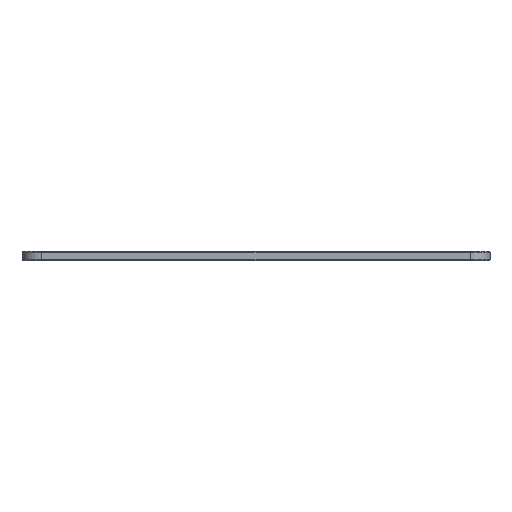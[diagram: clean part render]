
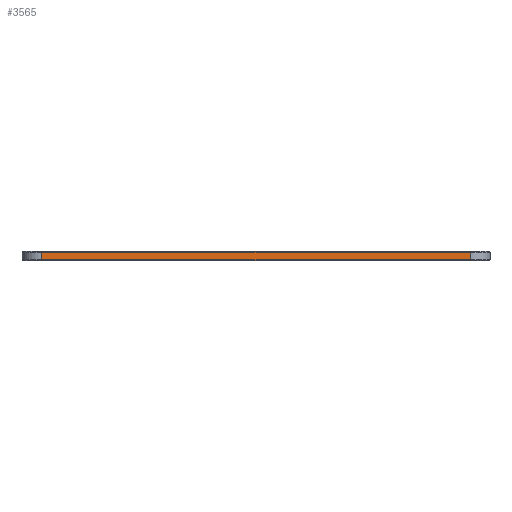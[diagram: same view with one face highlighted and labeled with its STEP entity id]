
A CAD part, front view. The second image highlights one B-rep face of the part: STEP entity #3565.
In plain terms, the highlighted planar face has unit normal (0, -1, 0).
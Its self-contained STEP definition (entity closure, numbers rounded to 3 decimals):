
#158 = PLANE('',#159);
#159 = AXIS2_PLACEMENT_3D('',#160,#161,#162);
#160 = CARTESIAN_POINT('',(0.,-6.1,0.15));
#161 = DIRECTION('',(0.,-0.707,-0.707));
#162 = DIRECTION('',(-1.,-0.,-0.));
#1375 = VERTEX_POINT('',#1376);
#1376 = CARTESIAN_POINT('',(137.5,-6.25,0.3));
#1412 = CYLINDRICAL_SURFACE('',#1413,6.25);
#1413 = AXIS2_PLACEMENT_3D('',#1414,#1415,#1416);
#1414 = CARTESIAN_POINT('',(137.5,0.,0.));
#1415 = DIRECTION('',(-0.,-0.,-1.));
#1416 = DIRECTION('',(1.,0.,0.));
#1484 = VERTEX_POINT('',#1485);
#1485 = CARTESIAN_POINT('',(0.,-6.25,0.3));
#1506 = EDGE_CURVE('',#1484,#1375,#1507,.T.);
#1507 = SURFACE_CURVE('',#1508,(#1512,#1519),.PCURVE_S1.);
#1508 = LINE('',#1509,#1510);
#1509 = CARTESIAN_POINT('',(0.,-6.25,0.3));
#1510 = VECTOR('',#1511,1.);
#1511 = DIRECTION('',(1.,0.,0.));
#1512 = PCURVE('',#158,#1513);
#1513 = DEFINITIONAL_REPRESENTATION('',(#1514),#1518);
#1514 = LINE('',#1515,#1516);
#1515 = CARTESIAN_POINT('',(-0.,-0.212));
#1516 = VECTOR('',#1517,1.);
#1517 = DIRECTION('',(-1.,0.));
#1518 = ( GEOMETRIC_REPRESENTATION_CONTEXT(2) 
PARAMETRIC_REPRESENTATION_CONTEXT() REPRESENTATION_CONTEXT('2D SPACE',''
  ) );
#1519 = PCURVE('',#1520,#1525);
#1520 = PLANE('',#1521);
#1521 = AXIS2_PLACEMENT_3D('',#1522,#1523,#1524);
#1522 = CARTESIAN_POINT('',(0.,-6.25,0.));
#1523 = DIRECTION('',(0.,1.,0.));
#1524 = DIRECTION('',(1.,0.,0.));
#1525 = DEFINITIONAL_REPRESENTATION('',(#1526),#1530);
#1526 = LINE('',#1527,#1528);
#1527 = CARTESIAN_POINT('',(0.,-0.3));
#1528 = VECTOR('',#1529,1.);
#1529 = DIRECTION('',(1.,0.));
#1530 = ( GEOMETRIC_REPRESENTATION_CONTEXT(2) 
PARAMETRIC_REPRESENTATION_CONTEXT() REPRESENTATION_CONTEXT('2D SPACE',''
  ) );
#1553 = CYLINDRICAL_SURFACE('',#1554,6.25);
#1554 = AXIS2_PLACEMENT_3D('',#1555,#1556,#1557);
#1555 = CARTESIAN_POINT('',(0.,0.,0.));
#1556 = DIRECTION('',(-0.,-0.,-1.));
#1557 = DIRECTION('',(1.,0.,0.));
#3460 = EDGE_CURVE('',#1375,#3461,#3463,.T.);
#3461 = VERTEX_POINT('',#3462);
#3462 = CARTESIAN_POINT('',(137.5,-6.25,2.825));
#3463 = SURFACE_CURVE('',#3464,(#3468,#3475),.PCURVE_S1.);
#3464 = LINE('',#3465,#3466);
#3465 = CARTESIAN_POINT('',(137.5,-6.25,0.));
#3466 = VECTOR('',#3467,1.);
#3467 = DIRECTION('',(0.,0.,1.));
#3468 = PCURVE('',#1412,#3469);
#3469 = DEFINITIONAL_REPRESENTATION('',(#3470),#3474);
#3470 = LINE('',#3471,#3472);
#3471 = CARTESIAN_POINT('',(-4.712,0.));
#3472 = VECTOR('',#3473,1.);
#3473 = DIRECTION('',(-0.,-1.));
#3474 = ( GEOMETRIC_REPRESENTATION_CONTEXT(2) 
PARAMETRIC_REPRESENTATION_CONTEXT() REPRESENTATION_CONTEXT('2D SPACE',''
  ) );
#3475 = PCURVE('',#1520,#3476);
#3476 = DEFINITIONAL_REPRESENTATION('',(#3477),#3481);
#3477 = LINE('',#3478,#3479);
#3478 = CARTESIAN_POINT('',(137.5,0.));
#3479 = VECTOR('',#3480,1.);
#3480 = DIRECTION('',(0.,-1.));
#3481 = ( GEOMETRIC_REPRESENTATION_CONTEXT(2) 
PARAMETRIC_REPRESENTATION_CONTEXT() REPRESENTATION_CONTEXT('2D SPACE',''
  ) );
#3565 = ADVANCED_FACE('',(#3566),#1520,.F.);
#3566 = FACE_BOUND('',#3567,.F.);
#3567 = EDGE_LOOP('',(#3568,#3591,#3617,#3618));
#3568 = ORIENTED_EDGE('',*,*,#3569,.T.);
#3569 = EDGE_CURVE('',#1484,#3570,#3572,.T.);
#3570 = VERTEX_POINT('',#3571);
#3571 = CARTESIAN_POINT('',(0.,-6.25,2.825));
#3572 = SURFACE_CURVE('',#3573,(#3577,#3584),.PCURVE_S1.);
#3573 = LINE('',#3574,#3575);
#3574 = CARTESIAN_POINT('',(0.,-6.25,0.));
#3575 = VECTOR('',#3576,1.);
#3576 = DIRECTION('',(0.,0.,1.));
#3577 = PCURVE('',#1520,#3578);
#3578 = DEFINITIONAL_REPRESENTATION('',(#3579),#3583);
#3579 = LINE('',#3580,#3581);
#3580 = CARTESIAN_POINT('',(0.,0.));
#3581 = VECTOR('',#3582,1.);
#3582 = DIRECTION('',(0.,-1.));
#3583 = ( GEOMETRIC_REPRESENTATION_CONTEXT(2) 
PARAMETRIC_REPRESENTATION_CONTEXT() REPRESENTATION_CONTEXT('2D SPACE',''
  ) );
#3584 = PCURVE('',#1553,#3585);
#3585 = DEFINITIONAL_REPRESENTATION('',(#3586),#3590);
#3586 = LINE('',#3587,#3588);
#3587 = CARTESIAN_POINT('',(-4.712,0.));
#3588 = VECTOR('',#3589,1.);
#3589 = DIRECTION('',(-0.,-1.));
#3590 = ( GEOMETRIC_REPRESENTATION_CONTEXT(2) 
PARAMETRIC_REPRESENTATION_CONTEXT() REPRESENTATION_CONTEXT('2D SPACE',''
  ) );
#3591 = ORIENTED_EDGE('',*,*,#3592,.T.);
#3592 = EDGE_CURVE('',#3570,#3461,#3593,.T.);
#3593 = SURFACE_CURVE('',#3594,(#3598,#3605),.PCURVE_S1.);
#3594 = LINE('',#3595,#3596);
#3595 = CARTESIAN_POINT('',(0.,-6.25,2.825));
#3596 = VECTOR('',#3597,1.);
#3597 = DIRECTION('',(1.,0.,0.));
#3598 = PCURVE('',#1520,#3599);
#3599 = DEFINITIONAL_REPRESENTATION('',(#3600),#3604);
#3600 = LINE('',#3601,#3602);
#3601 = CARTESIAN_POINT('',(0.,-2.825));
#3602 = VECTOR('',#3603,1.);
#3603 = DIRECTION('',(1.,0.));
#3604 = ( GEOMETRIC_REPRESENTATION_CONTEXT(2) 
PARAMETRIC_REPRESENTATION_CONTEXT() REPRESENTATION_CONTEXT('2D SPACE',''
  ) );
#3605 = PCURVE('',#3606,#3611);
#3606 = PLANE('',#3607);
#3607 = AXIS2_PLACEMENT_3D('',#3608,#3609,#3610);
#3608 = CARTESIAN_POINT('',(0.,-6.1,2.975));
#3609 = DIRECTION('',(0.,0.707,-0.707));
#3610 = DIRECTION('',(-1.,-0.,-0.));
#3611 = DEFINITIONAL_REPRESENTATION('',(#3612),#3616);
#3612 = LINE('',#3613,#3614);
#3613 = CARTESIAN_POINT('',(-0.,-0.212));
#3614 = VECTOR('',#3615,1.);
#3615 = DIRECTION('',(-1.,0.));
#3616 = ( GEOMETRIC_REPRESENTATION_CONTEXT(2) 
PARAMETRIC_REPRESENTATION_CONTEXT() REPRESENTATION_CONTEXT('2D SPACE',''
  ) );
#3617 = ORIENTED_EDGE('',*,*,#3460,.F.);
#3618 = ORIENTED_EDGE('',*,*,#1506,.F.);
